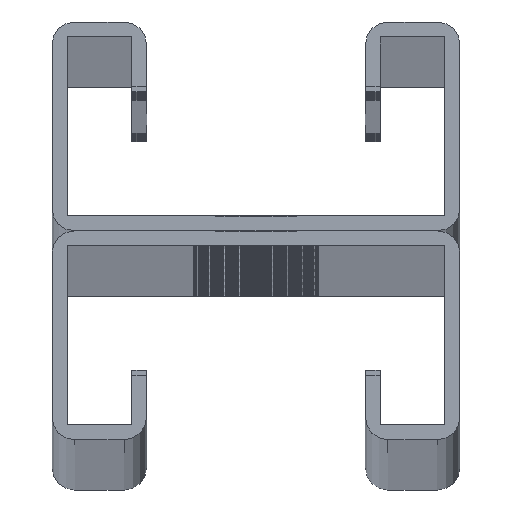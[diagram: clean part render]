
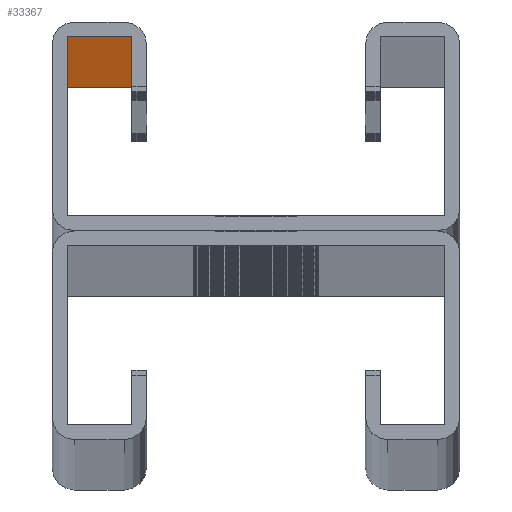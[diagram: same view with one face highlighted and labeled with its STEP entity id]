
A CAD part, top view. The second image highlights one B-rep face of the part: STEP entity #33367.
In plain terms, the highlighted planar face has unit normal (0, -1, 0).
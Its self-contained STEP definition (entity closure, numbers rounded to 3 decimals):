
#480 = EDGE_LOOP ( 'NONE', ( #38028, #21320, #47620, #19541 ) ) ;
#999 = LINE ( 'NONE', #1801, #51670 ) ;
#1801 = CARTESIAN_POINT ( 'NONE',  ( -19., 19.5, -1450. ) ) ;
#2721 = DIRECTION ( 'NONE',  ( 1., 0., 0. ) ) ;
#7406 = VECTOR ( 'NONE', #20444, 1000. ) ;
#12905 = LINE ( 'NONE', #23975, #51613 ) ;
#13654 = VERTEX_POINT ( 'NONE', #42495 ) ;
#15044 = EDGE_CURVE ( 'NONE', #48824, #45798, #12905, .T. ) ;
#15129 = CARTESIAN_POINT ( 'NONE',  ( -12.5, 19.5, -2900. ) ) ;
#15681 = LINE ( 'NONE', #35412, #39497 ) ;
#16887 = CARTESIAN_POINT ( 'NONE',  ( -20.5, 19.5, -1450. ) ) ;
#17627 = CARTESIAN_POINT ( 'NONE',  ( -19., 19.5, -2900. ) ) ;
#18263 = AXIS2_PLACEMENT_3D ( 'NONE', #16887, #60670, #50660 ) ;
#19541 = ORIENTED_EDGE ( 'NONE', *, *, #15044, .F. ) ;
#20444 = DIRECTION ( 'NONE',  ( 1., 0., 0. ) ) ;
#21320 = ORIENTED_EDGE ( 'NONE', *, *, #53041, .T. ) ;
#23975 = CARTESIAN_POINT ( 'NONE',  ( -12.5, 19.5, -1450. ) ) ;
#27306 = PLANE ( 'NONE',  #18263 ) ;
#28468 = CARTESIAN_POINT ( 'NONE',  ( -12.5, 19.5, 0. ) ) ;
#29851 = LINE ( 'NONE', #36086, #7406 ) ;
#30272 = EDGE_CURVE ( 'NONE', #13654, #48824, #29851, .T. ) ;
#33367 = ADVANCED_FACE ( 'NONE', ( #60250 ), #27306, .T. ) ;
#35412 = CARTESIAN_POINT ( 'NONE',  ( -20.5, 19.5, -2900. ) ) ;
#36086 = CARTESIAN_POINT ( 'NONE',  ( 0., 19.5, 0. ) ) ;
#38028 = ORIENTED_EDGE ( 'NONE', *, *, #30272, .F. ) ;
#39246 = EDGE_CURVE ( 'NONE', #48754, #45798, #15681, .T. ) ;
#39497 = VECTOR ( 'NONE', #2721, 1000. ) ;
#42481 = DIRECTION ( 'NONE',  ( 0., 0., -1. ) ) ;
#42495 = CARTESIAN_POINT ( 'NONE',  ( -19., 19.5, 0. ) ) ;
#45798 = VERTEX_POINT ( 'NONE', #15129 ) ;
#47620 = ORIENTED_EDGE ( 'NONE', *, *, #39246, .T. ) ;
#48754 = VERTEX_POINT ( 'NONE', #17627 ) ;
#48824 = VERTEX_POINT ( 'NONE', #28468 ) ;
#50660 = DIRECTION ( 'NONE',  ( 0., 0., -1. ) ) ;
#51613 = VECTOR ( 'NONE', #42481, 1000. ) ;
#51670 = VECTOR ( 'NONE', #57205, 1000. ) ;
#53041 = EDGE_CURVE ( 'NONE', #13654, #48754, #999, .T. ) ;
#57205 = DIRECTION ( 'NONE',  ( 0., 0., -1. ) ) ;
#60250 = FACE_OUTER_BOUND ( 'NONE', #480, .T. ) ;
#60670 = DIRECTION ( 'NONE',  ( 0., -1., 0. ) ) ;
